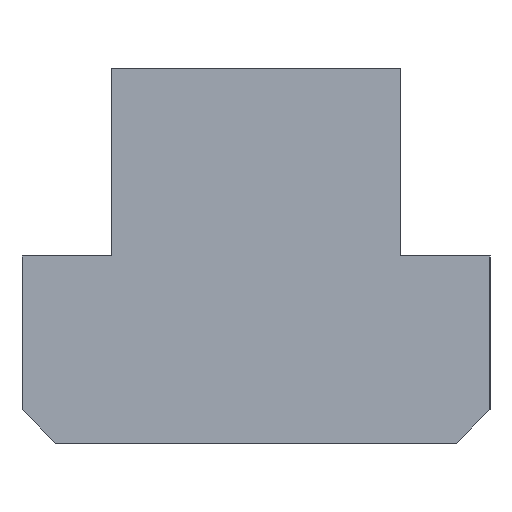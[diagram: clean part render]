
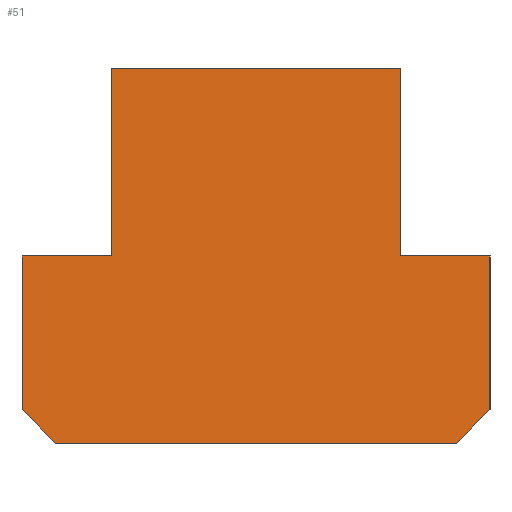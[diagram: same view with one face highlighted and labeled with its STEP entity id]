
A CAD part, front view. The second image highlights one B-rep face of the part: STEP entity #51.
In plain terms, the highlighted planar face has unit normal (0.707, -0.707, 0).
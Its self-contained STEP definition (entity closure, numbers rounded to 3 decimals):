
#51=ADVANCED_FACE('',(#107),#108,.F.);
#107=FACE_OUTER_BOUND('',#165,.T.);
#108=PLANE('',#166);
#165=EDGE_LOOP('',(#247,#248,#249,#250,#251,#252,#253,#254,#255,#256));
#166=AXIS2_PLACEMENT_3D('',#257,#258,#259);
#247=ORIENTED_EDGE('',*,*,#377,.F.);
#248=ORIENTED_EDGE('',*,*,#354,.F.);
#249=ORIENTED_EDGE('',*,*,#375,.F.);
#250=ORIENTED_EDGE('',*,*,#378,.F.);
#251=ORIENTED_EDGE('',*,*,#379,.F.);
#252=ORIENTED_EDGE('',*,*,#380,.F.);
#253=ORIENTED_EDGE('',*,*,#381,.F.);
#254=ORIENTED_EDGE('',*,*,#382,.F.);
#255=ORIENTED_EDGE('',*,*,#368,.F.);
#256=ORIENTED_EDGE('',*,*,#383,.F.);
#257=CARTESIAN_POINT('',(-17.5,-32.774,-14.0));
#258=DIRECTION('',(-0.707,0.707,0.0));
#259=DIRECTION('',(0.0,0.0,1.0));
#354=EDGE_CURVE('',#415,#417,#418,.T.);
#368=EDGE_CURVE('',#440,#436,#442,.T.);
#375=EDGE_CURVE('',#450,#415,#452,.T.);
#377=EDGE_CURVE('',#417,#454,#455,.T.);
#378=EDGE_CURVE('',#456,#450,#457,.T.);
#379=EDGE_CURVE('',#458,#456,#459,.T.);
#380=EDGE_CURVE('',#460,#458,#461,.T.);
#381=EDGE_CURVE('',#462,#460,#463,.T.);
#382=EDGE_CURVE('',#436,#462,#464,.T.);
#383=EDGE_CURVE('',#454,#440,#465,.T.);
#415=VERTEX_POINT('',#505);
#417=VERTEX_POINT('',#508);
#418=LINE('',#509,#510);
#436=VERTEX_POINT('',#531);
#440=VERTEX_POINT('',#537);
#442=LINE('',#540,#541);
#450=VERTEX_POINT('',#550);
#452=LINE('',#553,#554);
#454=VERTEX_POINT('',#556);
#455=LINE('',#557,#558);
#456=VERTEX_POINT('',#559);
#457=LINE('',#560,#561);
#458=VERTEX_POINT('',#562);
#459=LINE('',#563,#564);
#460=VERTEX_POINT('',#565);
#461=LINE('',#566,#567);
#462=VERTEX_POINT('',#568);
#463=LINE('',#569,#570);
#464=LINE('',#571,#572);
#465=LINE('',#573,#574);
#505=CARTESIAN_POINT('',(-17.5,-32.774,-11.5));
#508=CARTESIAN_POINT('',(-17.5,-32.774,0.));
#509=CARTESIAN_POINT('',(-17.5,-32.774,-12.75));
#510=VECTOR('',#625,1.0);
#531=CARTESIAN_POINT('',(10.8,-4.474,14.0));
#537=CARTESIAN_POINT('',(-10.8,-26.074,14.0));
#540=CARTESIAN_POINT('',(-7.632,-22.905,14.0));
#541=VECTOR('',#647,1.0);
#550=CARTESIAN_POINT('',(-15.,-30.274,-14.0));
#553=CARTESIAN_POINT('',(-10.788,-26.061,-18.212));
#554=VECTOR('',#656,1.0);
#556=CARTESIAN_POINT('',(-10.8,-26.074,0.));
#557=CARTESIAN_POINT('',(-9.307,-24.58,0.));
#558=VECTOR('',#657,1.0);
#559=CARTESIAN_POINT('',(15.0,-0.274,-14.0));
#560=CARTESIAN_POINT('',(-1.182,-16.455,-14.0));
#561=VECTOR('',#658,1.0);
#562=CARTESIAN_POINT('',(17.5,2.226,-11.5));
#563=CARTESIAN_POINT('',(4.212,-11.061,-24.788));
#564=VECTOR('',#659,1.0);
#565=CARTESIAN_POINT('',(17.5,2.226,0.));
#566=CARTESIAN_POINT('',(17.5,2.226,-12.75));
#567=VECTOR('',#660,1.0);
#568=CARTESIAN_POINT('',(10.8,-4.474,0.));
#569=CARTESIAN_POINT('',(-0.557,-15.83,0.));
#570=VECTOR('',#661,1.0);
#571=CARTESIAN_POINT('',(10.8,-4.474,0.));
#572=VECTOR('',#662,1.0);
#573=CARTESIAN_POINT('',(-10.8,-26.074,-7.));
#574=VECTOR('',#663,1.0);
#625=DIRECTION('',(0.0,0.0,1.0));
#647=DIRECTION('',(0.707,0.707,0.));
#656=DIRECTION('',(-0.577,-0.577,0.577));
#657=DIRECTION('',(0.707,0.707,0.));
#658=DIRECTION('',(-0.707,-0.707,0.));
#659=DIRECTION('',(-0.577,-0.577,-0.577));
#660=DIRECTION('',(0.0,0.0,-1.0));
#661=DIRECTION('',(0.707,0.707,0.));
#662=DIRECTION('',(0.0,0.0,-1.0));
#663=DIRECTION('',(0.0,0.0,1.0));
